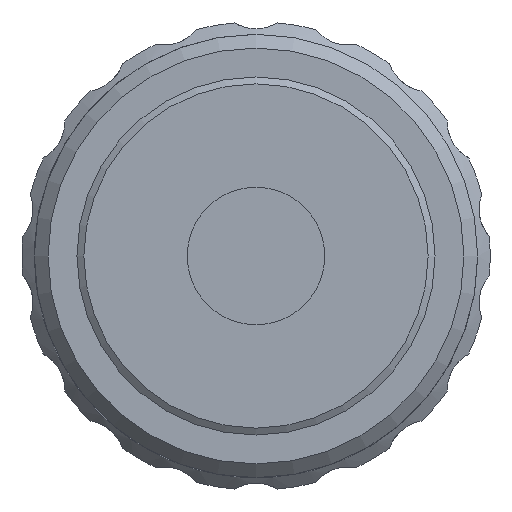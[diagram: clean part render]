
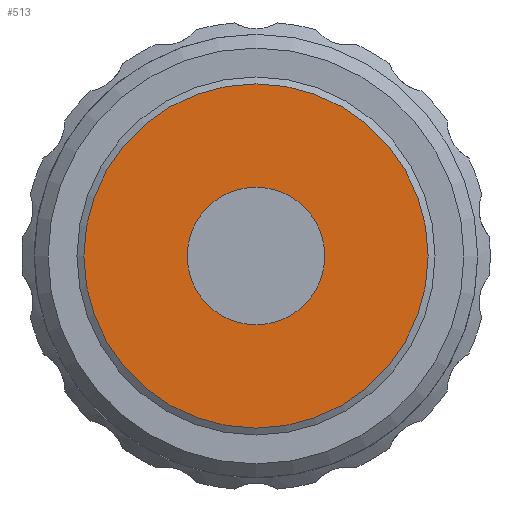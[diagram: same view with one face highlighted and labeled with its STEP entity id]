
A CAD part, left-side view. The second image highlights one B-rep face of the part: STEP entity #513.
In plain terms, the highlighted planar face has unit normal (-1, 0, 0).
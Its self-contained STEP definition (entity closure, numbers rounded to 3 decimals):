
#161 = AXIS2_PLACEMENT_3D ( 'NONE', #1134, #1586, #1457 ) ;
#165 = DIRECTION ( 'NONE',  ( 0., 0., 1. ) ) ;
#238 = CIRCLE ( 'NONE', #612, 12.5 ) ;
#320 = DIRECTION ( 'NONE',  ( -1., 0., 0. ) ) ;
#483 = EDGE_LOOP ( 'NONE', ( #615 ) ) ;
#513 = ADVANCED_FACE ( 'NONE', ( #1305, #993 ), #1483, .T. ) ;
#568 = DIRECTION ( 'NONE',  ( 0., 0., 1. ) ) ;
#569 = VERTEX_POINT ( 'NONE', #1219 ) ;
#576 = VERTEX_POINT ( 'NONE', #1678 ) ;
#612 = AXIS2_PLACEMENT_3D ( 'NONE', #1533, #1708, #568 ) ;
#615 = ORIENTED_EDGE ( 'NONE', *, *, #1138, .T. ) ;
#706 = AXIS2_PLACEMENT_3D ( 'NONE', #1026, #320, #165 ) ;
#880 = ORIENTED_EDGE ( 'NONE', *, *, #1378, .F. ) ;
#993 = FACE_OUTER_BOUND ( 'NONE', #1166, .T. ) ;
#1026 = CARTESIAN_POINT ( 'NONE',  ( -9.553, 57.871, 0. ) ) ;
#1134 = CARTESIAN_POINT ( 'NONE',  ( -9.553, 46.021, 0. ) ) ;
#1138 = EDGE_CURVE ( 'NONE', #569, #569, #1248, .T. ) ;
#1166 = EDGE_LOOP ( 'NONE', ( #880 ) ) ;
#1219 = CARTESIAN_POINT ( 'NONE',  ( -9.553, 46.021, 5. ) ) ;
#1248 = CIRCLE ( 'NONE', #161, 5. ) ;
#1305 = FACE_BOUND ( 'NONE', #483, .T. ) ;
#1378 = EDGE_CURVE ( 'NONE', #576, #576, #238, .T. ) ;
#1457 = DIRECTION ( 'NONE',  ( 0., 0., 1. ) ) ;
#1483 = PLANE ( 'NONE',  #706 ) ;
#1533 = CARTESIAN_POINT ( 'NONE',  ( -9.553, 46.021, 0. ) ) ;
#1586 = DIRECTION ( 'NONE',  ( 1., 0., 0. ) ) ;
#1678 = CARTESIAN_POINT ( 'NONE',  ( -9.553, 46.021, 12.5 ) ) ;
#1708 = DIRECTION ( 'NONE',  ( 1., 0., 0. ) ) ;
